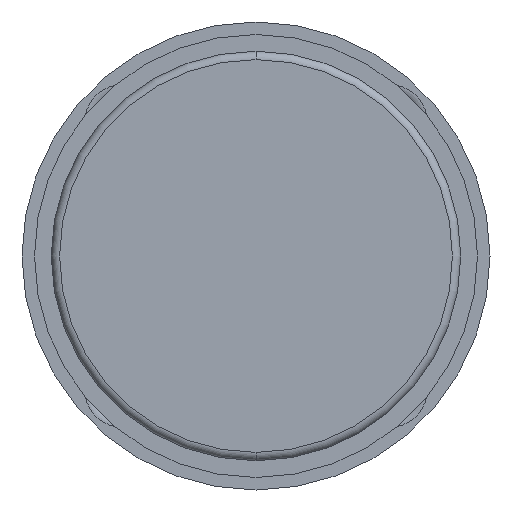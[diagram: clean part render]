
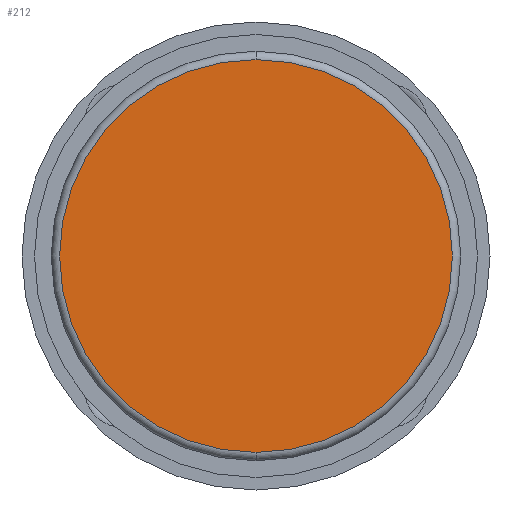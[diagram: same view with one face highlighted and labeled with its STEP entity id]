
A CAD part, front view. The second image highlights one B-rep face of the part: STEP entity #212.
In plain terms, the highlighted planar face has unit normal (0, -1, 0).
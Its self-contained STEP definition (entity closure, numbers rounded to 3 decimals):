
#96 = VERTEX_POINT ( 'NONE', #178 ) ;
#106 = DIRECTION ( 'NONE',  ( 0., 0., -1. ) ) ;
#114 = EDGE_LOOP ( 'NONE', ( #431, #685 ) ) ;
#178 = CARTESIAN_POINT ( 'NONE',  ( 0., -150., -23.5 ) ) ;
#193 = AXIS2_PLACEMENT_3D ( 'NONE', #723, #482, #771 ) ;
#212 = ADVANCED_FACE ( 'NONE', ( #781 ), #929, .T. ) ;
#255 = EDGE_CURVE ( 'NONE', #724, #96, #946, .T. ) ;
#294 = CARTESIAN_POINT ( 'NONE',  ( 0., -150., 23.5 ) ) ;
#380 = CARTESIAN_POINT ( 'NONE',  ( 0., -150., 0. ) ) ;
#399 = EDGE_CURVE ( 'NONE', #96, #724, #620, .T. ) ;
#404 = DIRECTION ( 'NONE',  ( 0., 0., -1. ) ) ;
#431 = ORIENTED_EDGE ( 'NONE', *, *, #399, .T. ) ;
#482 = DIRECTION ( 'NONE',  ( 0., -1., 0. ) ) ;
#561 = CARTESIAN_POINT ( 'NONE',  ( 24.5, -150., 0. ) ) ;
#620 = CIRCLE ( 'NONE', #637, 23.5 ) ;
#637 = AXIS2_PLACEMENT_3D ( 'NONE', #380, #928, #404 ) ;
#685 = ORIENTED_EDGE ( 'NONE', *, *, #255, .T. ) ;
#696 = AXIS2_PLACEMENT_3D ( 'NONE', #561, #854, #106 ) ;
#723 = CARTESIAN_POINT ( 'NONE',  ( 0., -150., 0. ) ) ;
#724 = VERTEX_POINT ( 'NONE', #294 ) ;
#771 = DIRECTION ( 'NONE',  ( 0., 0., -1. ) ) ;
#781 = FACE_OUTER_BOUND ( 'NONE', #114, .T. ) ;
#854 = DIRECTION ( 'NONE',  ( 0., -1., 0. ) ) ;
#928 = DIRECTION ( 'NONE',  ( 0., -1., 0. ) ) ;
#929 = PLANE ( 'NONE',  #696 ) ;
#946 = CIRCLE ( 'NONE', #193, 23.5 ) ;
